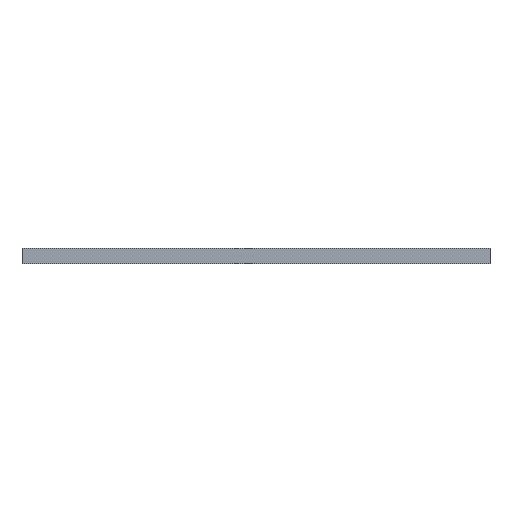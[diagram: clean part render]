
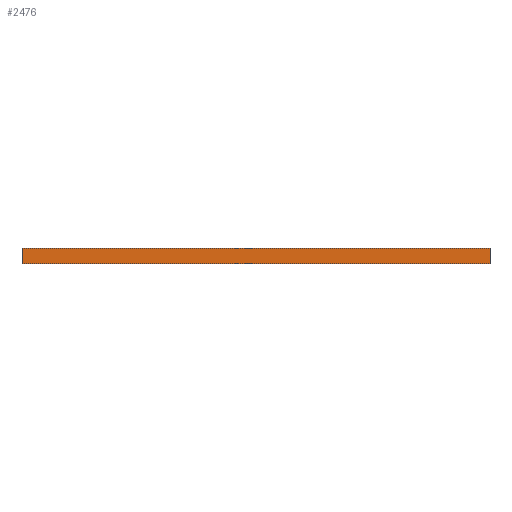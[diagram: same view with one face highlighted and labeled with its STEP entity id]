
A CAD part, left-side view. The second image highlights one B-rep face of the part: STEP entity #2476.
In plain terms, the highlighted planar face has unit normal (-1, 0, 0).
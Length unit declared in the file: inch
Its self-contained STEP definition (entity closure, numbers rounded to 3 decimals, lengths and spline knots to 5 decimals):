
#160 = EDGE_CURVE ( 'NONE', #1195, #2614, #1993, .T. ) ;
#494 = DIRECTION ( 'NONE',  ( 0., 0., 1. ) ) ;
#590 = CARTESIAN_POINT ( 'NONE',  ( -0.88583, -0.71867, -0.02953 ) ) ;
#668 = VECTOR ( 'NONE', #2041, 39.37008 ) ;
#687 = CARTESIAN_POINT ( 'NONE',  ( -0.88583, 1.05298, 0.02953 ) ) ;
#932 = LINE ( 'NONE', #2275, #1442 ) ;
#1007 = DIRECTION ( 'NONE',  ( -1., 0., 0. ) ) ;
#1195 = VERTEX_POINT ( 'NONE', #4296 ) ;
#1272 = EDGE_CURVE ( 'NONE', #2614, #4197, #1981, .T. ) ;
#1442 = VECTOR ( 'NONE', #494, 39.37008 ) ;
#1487 = ORIENTED_EDGE ( 'NONE', *, *, #4461, .F. ) ;
#1614 = LINE ( 'NONE', #1895, #668 ) ;
#1672 = AXIS2_PLACEMENT_3D ( 'NONE', #4591, #1007, #3499 ) ;
#1760 = PLANE ( 'NONE',  #1672 ) ;
#1769 = EDGE_LOOP ( 'NONE', ( #3173, #3457, #1487, #3703 ) ) ;
#1895 = CARTESIAN_POINT ( 'NONE',  ( -0.88583, 0.16716, -0.02953 ) ) ;
#1981 = LINE ( 'NONE', #3628, #2255 ) ;
#1993 = LINE ( 'NONE', #3152, #3096 ) ;
#2041 = DIRECTION ( 'NONE',  ( 0., 1., 0. ) ) ;
#2255 = VECTOR ( 'NONE', #2590, 39.37008 ) ;
#2275 = CARTESIAN_POINT ( 'NONE',  ( -0.88583, -0.71867, 0. ) ) ;
#2476 = ADVANCED_FACE ( 'NONE', ( #2735 ), #1760, .T. ) ;
#2478 = DIRECTION ( 'NONE',  ( 0., 1., 0. ) ) ;
#2590 = DIRECTION ( 'NONE',  ( 0., 0., -1. ) ) ;
#2614 = VERTEX_POINT ( 'NONE', #687 ) ;
#2735 = FACE_OUTER_BOUND ( 'NONE', #1769, .T. ) ;
#3096 = VECTOR ( 'NONE', #2478, 39.37008 ) ;
#3152 = CARTESIAN_POINT ( 'NONE',  ( -0.88583, 1.05298, 0.02953 ) ) ;
#3173 = ORIENTED_EDGE ( 'NONE', *, *, #160, .T. ) ;
#3394 = CARTESIAN_POINT ( 'NONE',  ( -0.88583, 1.05298, -0.02953 ) ) ;
#3457 = ORIENTED_EDGE ( 'NONE', *, *, #1272, .T. ) ;
#3499 = DIRECTION ( 'NONE',  ( 0., -1., 0. ) ) ;
#3628 = CARTESIAN_POINT ( 'NONE',  ( -0.88583, 1.05298, 0. ) ) ;
#3703 = ORIENTED_EDGE ( 'NONE', *, *, #4365, .T. ) ;
#4197 = VERTEX_POINT ( 'NONE', #3394 ) ;
#4250 = VERTEX_POINT ( 'NONE', #590 ) ;
#4296 = CARTESIAN_POINT ( 'NONE',  ( -0.88583, -0.71867, 0.02953 ) ) ;
#4365 = EDGE_CURVE ( 'NONE', #4250, #1195, #932, .T. ) ;
#4461 = EDGE_CURVE ( 'NONE', #4250, #4197, #1614, .T. ) ;
#4591 = CARTESIAN_POINT ( 'NONE',  ( -0.88583, 1.05298, 0. ) ) ;
